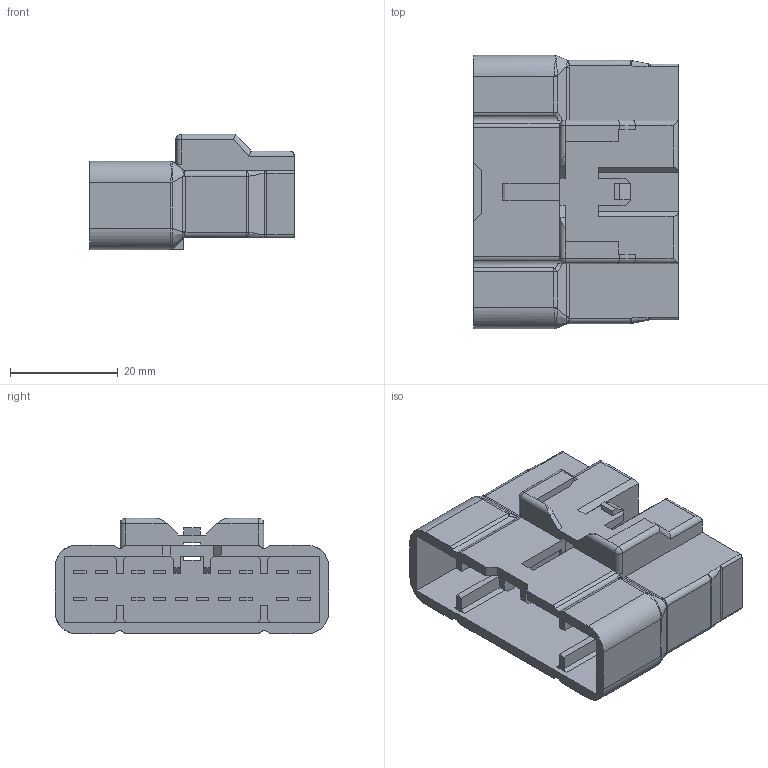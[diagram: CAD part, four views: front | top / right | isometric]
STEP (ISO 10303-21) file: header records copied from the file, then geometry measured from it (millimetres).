
FILE_DESCRIPTION(/* description */ (''),/* implementation_level */ '2;1');
FILE_NAME(/* name */ '090IIU-18P.stp',/* time_stamp */ '2024-06-13T20:39:54-05:00',/* author */ (''),/* organization */ ('Corsa Technic, LLC'),/* preprocessor_version */ 'ST-DEVELOPER v20',/* originating_system */ 'Autodesk Translation Framework v13.14.0.145',/* authorisation */ '3D design STEP models are provided for reference only. STEP models DO NOT provide accurate tolerance information and the model may not be constructed to the nominal nor the manufacturing-optimized version of the design. User assumes all risks from use of these models. Corsa Technic, LLC makes no representation or warranty (expressed or implied) with respect to the STEP models, including but not limited to the accuracy or completeness of product dimensions or any other technical specifications contained in or accompanying the STEP models, non-infringement of third party rights, and quality, suitability, fitness for purpose or title.');
FILE_SCHEMA (('AUTOMOTIVE_DESIGN { 1 0 10303 214 3 1 1 }'));
Length unit declared in the file: millimetre
Products named in the file (1): 090IIU-18P
Bounding box: 38 x 50.7 x 21.4 mm (x, y, z)
Volume: 18193 mm3; surface area: 10031.3 mm2
Topology: 1 solids, 1 shells, 412 faces, 1042 edges, 654 vertices
Faces by surface type: plane 303, cylinder 57, bspline 44, sphere 8
Entity records: 16162 total; most frequent: CARTESIAN_POINT 6478, ORIENTED_EDGE 2064, DIRECTION 1818, EDGE_CURVE 1032, LINE 836, VECTOR 836, VERTEX_POINT 654, AXIS2_PLACEMENT_3D 491
